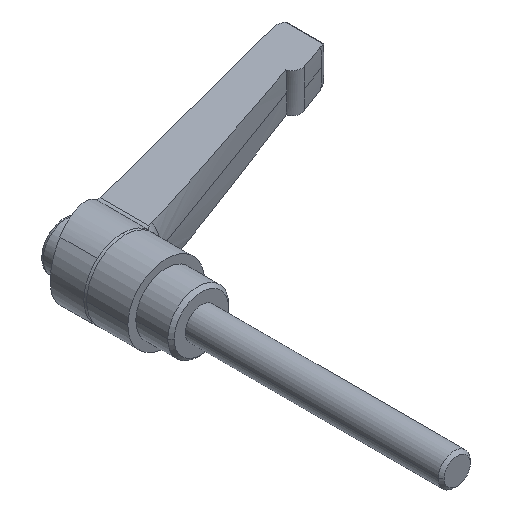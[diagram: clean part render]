
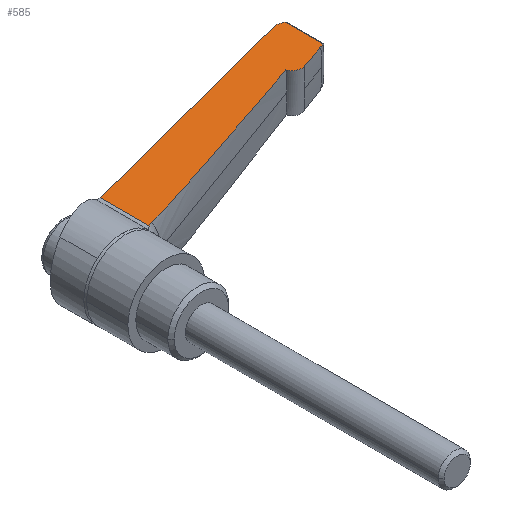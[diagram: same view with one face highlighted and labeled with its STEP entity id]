
A CAD part, isometric view. The second image highlights one B-rep face of the part: STEP entity #585.
In plain terms, the highlighted planar face has unit normal (0.035, 0, 0.999).
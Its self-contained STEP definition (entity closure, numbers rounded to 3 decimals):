
#299 = EDGE_CURVE( '', #507, #629, #792, .T. );
#303 = EDGE_CURVE( '', #649, #515, #797, .T. );
#359 = VERTEX_POINT( '', #857 );
#371 = EDGE_CURVE( '', #715, #563, #870, .T. );
#429 = EDGE_CURVE( '', #711, #359, #935, .T. );
#441 = VERTEX_POINT( '', #947 );
#443 = EDGE_CURVE( '', #563, #441, #949, .T. );
#493 = EDGE_CURVE( '', #441, #711, #1005, .T. );
#507 = VERTEX_POINT( '', #1019 );
#515 = VERTEX_POINT( '', #1027 );
#555 = EDGE_CURVE( '', #649, #359, #1073, .T. );
#563 = VERTEX_POINT( '', #1082 );
#565 = EDGE_CURVE( '', #507, #515, #1084, .T. );
#585 = ADVANCED_FACE( '', ( #1104 ), #1105, .F. );
#629 = VERTEX_POINT( '', #1153 );
#633 = EDGE_CURVE( '', #629, #715, #1157, .T. );
#649 = VERTEX_POINT( '', #1174 );
#711 = VERTEX_POINT( '', #1243 );
#715 = VERTEX_POINT( '', #1247 );
#792 = B_SPLINE_CURVE_WITH_KNOTS( '', 3, ( #1340, #1341, #1342, #1343, #1344, #1345, #1346, #1347 ), .UNSPECIFIED., .F., .F., ( 4, 2, 2, 4 ), ( 5.64, 6.114, 6.671, 6.934 ), .UNSPECIFIED. );
#797 = B_SPLINE_CURVE_WITH_KNOTS( '', 3, ( #1353, #1354, #1355, #1356, #1357, #1358, #1359, #1360, #1361, #1362, #1363, #1364 ), .UNSPECIFIED., .F., .F., ( 4, 2, 2, 2, 2, 4 ), ( 20.959, 21.341, 22.273, 23.205, 24.136, 24.506 ), .UNSPECIFIED. );
#857 = CARTESIAN_POINT( '', ( 9.729, 41.408, 8.461 ) );
#870 = B_SPLINE_CURVE_WITH_KNOTS( '', 3, ( #1473, #1474, #1475, #1476, #1477, #1478, #1479, #1480, #1481, #1482, #1483, #1484, #1485, #1486, #1487, #1488, #1489, #1490, #1491, #1492 ), .UNSPECIFIED., .F., .F., ( 4, 2, 2, 2, 2, 2, 2, 2, 2, 4 ), ( 3.468, 3.897, 4.456, 5.016, 5.576, 6.135, 6.693, 7.249, 7.805, 7.931 ), .UNSPECIFIED. );
#935 = LINE( '', #1574, #1575 );
#947 = CARTESIAN_POINT( '', ( 11.158, 26.718, 8.411 ) );
#949 = ( B_SPLINE_CURVE( 2, ( #1608, #1609, #1610 ), .UNSPECIFIED., .F., .F. )B_SPLINE_CURVE_WITH_KNOTS( ( 3, 3 ), ( 0., 68.465 ), .UNSPECIFIED. )RATIONAL_B_SPLINE_CURVE( ( 1., 1.437, 1. ) )BOUNDED_CURVE(  )REPRESENTATION_ITEM( '' )GEOMETRIC_REPRESENTATION_ITEM(  )CURVE(  ) );
#1005 = B_SPLINE_CURVE_WITH_KNOTS( '', 3, ( #1738, #1739, #1740, #1741, #1742, #1743, #1744, #1745 ), .UNSPECIFIED., .F., .F., ( 4, 2, 2, 4 ), ( 6.098, 6.378, 7.098, 7.598 ), .UNSPECIFIED. );
#1019 = CARTESIAN_POINT( '', ( 89.079, 51.09, 5.69 ) );
#1027 = CARTESIAN_POINT( '', ( 89.079, 62.824, 5.69 ) );
#1073 = LINE( '', #1872, #1873 );
#1082 = CARTESIAN_POINT( '', ( 75.749, 49.294, 6.156 ) );
#1084 = LINE( '', #1886, #1887 );
#1104 = FACE_OUTER_BOUND( '', #1914, .T. );
#1105 = PLANE( '', #1915 );
#1153 = CARTESIAN_POINT( '', ( 87.864, 50.488, 5.732 ) );
#1157 = ( B_SPLINE_CURVE( 2, ( #2003, #2004, #2005 ), .UNSPECIFIED., .F., .F. )B_SPLINE_CURVE_WITH_KNOTS( ( 3, 3 ), ( 0., 8.776 ), .UNSPECIFIED. )RATIONAL_B_SPLINE_CURVE( ( 1., 1.001, 1. ) )BOUNDED_CURVE(  )REPRESENTATION_ITEM( '' )GEOMETRIC_REPRESENTATION_ITEM(  )CURVE(  ) );
#1174 = CARTESIAN_POINT( '', ( 86.144, 63.321, 5.793 ) );
#1243 = CARTESIAN_POINT( '', ( 9.729, 26.036, 8.461 ) );
#1247 = CARTESIAN_POINT( '', ( 79.617, 47.501, 6.02 ) );
#1340 = CARTESIAN_POINT( '', ( 89.079, 51.09, 5.69 ) );
#1341 = CARTESIAN_POINT( '', ( 88.934, 50.997, 5.695 ) );
#1342 = CARTESIAN_POINT( '', ( 88.786, 50.91, 5.7 ) );
#1343 = CARTESIAN_POINT( '', ( 88.462, 50.738, 5.712 ) );
#1344 = CARTESIAN_POINT( '', ( 88.285, 50.656, 5.718 ) );
#1345 = CARTESIAN_POINT( '', ( 88.033, 50.551, 5.727 ) );
#1346 = CARTESIAN_POINT( '', ( 87.95, 50.519, 5.729 ) );
#1347 = CARTESIAN_POINT( '', ( 87.864, 50.488, 5.732 ) );
#1353 = CARTESIAN_POINT( '', ( 85.423, 63.171, 5.818 ) );
#1354 = CARTESIAN_POINT( '', ( 85.555, 63.209, 5.813 ) );
#1355 = CARTESIAN_POINT( '', ( 85.69, 63.241, 5.808 ) );
#1356 = CARTESIAN_POINT( '', ( 86.158, 63.334, 5.792 ) );
#1357 = CARTESIAN_POINT( '', ( 86.497, 63.365, 5.78 ) );
#1358 = CARTESIAN_POINT( '', ( 87.118, 63.365, 5.759 ) );
#1359 = CARTESIAN_POINT( '', ( 87.457, 63.334, 5.747 ) );
#1360 = CARTESIAN_POINT( '', ( 88.121, 63.203, 5.723 ) );
#1361 = CARTESIAN_POINT( '', ( 88.446, 63.101, 5.712 ) );
#1362 = CARTESIAN_POINT( '', ( 88.847, 62.936, 5.698 ) );
#1363 = CARTESIAN_POINT( '', ( 88.963, 62.883, 5.694 ) );
#1364 = CARTESIAN_POINT( '', ( 89.079, 62.824, 5.69 ) );
#1473 = CARTESIAN_POINT( '', ( 79.617, 47.501, 6.02 ) );
#1474 = CARTESIAN_POINT( '', ( 79.478, 47.451, 6.025 ) );
#1475 = CARTESIAN_POINT( '', ( 79.327, 47.408, 6.031 ) );
#1476 = CARTESIAN_POINT( '', ( 78.975, 47.338, 6.043 ) );
#1477 = CARTESIAN_POINT( '', ( 78.772, 47.32, 6.05 ) );
#1478 = CARTESIAN_POINT( '', ( 78.398, 47.32, 6.063 ) );
#1479 = CARTESIAN_POINT( '', ( 78.195, 47.338, 6.07 ) );
#1480 = CARTESIAN_POINT( '', ( 77.796, 47.418, 6.084 ) );
#1481 = CARTESIAN_POINT( '', ( 77.6, 47.478, 6.091 ) );
#1482 = CARTESIAN_POINT( '', ( 77.256, 47.621, 6.103 ) );
#1483 = CARTESIAN_POINT( '', ( 77.075, 47.715, 6.109 ) );
#1484 = CARTESIAN_POINT( '', ( 76.737, 47.94, 6.121 ) );
#1485 = CARTESIAN_POINT( '', ( 76.58, 48.07, 6.126 ) );
#1486 = CARTESIAN_POINT( '', ( 76.317, 48.332, 6.136 ) );
#1487 = CARTESIAN_POINT( '', ( 76.187, 48.488, 6.14 ) );
#1488 = CARTESIAN_POINT( '', ( 75.962, 48.824, 6.148 ) );
#1489 = CARTESIAN_POINT( '', ( 75.867, 49.004, 6.151 ) );
#1490 = CARTESIAN_POINT( '', ( 75.78, 49.213, 6.154 ) );
#1491 = CARTESIAN_POINT( '', ( 75.764, 49.253, 6.155 ) );
#1492 = CARTESIAN_POINT( '', ( 75.749, 49.294, 6.156 ) );
#1574 = CARTESIAN_POINT( '', ( 9.729, 0., 8.461 ) );
#1575 = VECTOR( '', #2419, 1. );
#1608 = CARTESIAN_POINT( '', ( 75.749, 49.294, 6.156 ) );
#1609 = CARTESIAN_POINT( '', ( 21.189, 29.557, 8.061 ) );
#1610 = CARTESIAN_POINT( '', ( 11.158, 26.718, 8.411 ) );
#1738 = CARTESIAN_POINT( '', ( 11.158, 26.718, 8.411 ) );
#1739 = CARTESIAN_POINT( '', ( 11.063, 26.692, 8.414 ) );
#1740 = CARTESIAN_POINT( '', ( 10.971, 26.663, 8.418 ) );
#1741 = CARTESIAN_POINT( '', ( 10.657, 26.553, 8.429 ) );
#1742 = CARTESIAN_POINT( '', ( 10.415, 26.448, 8.437 ) );
#1743 = CARTESIAN_POINT( '', ( 10.025, 26.236, 8.451 ) );
#1744 = CARTESIAN_POINT( '', ( 9.871, 26.138, 8.456 ) );
#1745 = CARTESIAN_POINT( '', ( 9.729, 26.036, 8.461 ) );
#1872 = CARTESIAN_POINT( '', ( -7.353, 36.509, 9.057 ) );
#1873 = VECTOR( '', #2559, 1. );
#1886 = CARTESIAN_POINT( '', ( 89.079, 0., 5.69 ) );
#1887 = VECTOR( '', #2571, 1. );
#1914 = EDGE_LOOP( '', ( #2589, #2590, #2591, #2592, #2593, #2594, #2595, #2596, #2597 ) );
#1915 = AXIS2_PLACEMENT_3D( '', #2598, #2599, #2600 );
#2003 = CARTESIAN_POINT( '', ( 87.864, 50.488, 5.732 ) );
#2004 = CARTESIAN_POINT( '', ( 83.539, 48.921, 5.883 ) );
#2005 = CARTESIAN_POINT( '', ( 79.617, 47.501, 6.02 ) );
#2419 = DIRECTION( '', ( 0., 1., 0. ) );
#2559 = DIRECTION( '', ( -0.961, -0.275, 0.034 ) );
#2571 = DIRECTION( '', ( 0., 1., 0. ) );
#2589 = ORIENTED_EDGE( '', *, *, #555, .T. );
#2590 = ORIENTED_EDGE( '', *, *, #429, .F. );
#2591 = ORIENTED_EDGE( '', *, *, #493, .F. );
#2592 = ORIENTED_EDGE( '', *, *, #443, .F. );
#2593 = ORIENTED_EDGE( '', *, *, #371, .F. );
#2594 = ORIENTED_EDGE( '', *, *, #633, .F. );
#2595 = ORIENTED_EDGE( '', *, *, #299, .F. );
#2596 = ORIENTED_EDGE( '', *, *, #565, .T. );
#2597 = ORIENTED_EDGE( '', *, *, #303, .F. );
#2598 = CARTESIAN_POINT( '', ( 9.729, 0., 8.461 ) );
#2599 = DIRECTION( '', ( -0.035, 0., -0.999 ) );
#2600 = DIRECTION( '', ( -0.999, 0., 0.035 ) );
